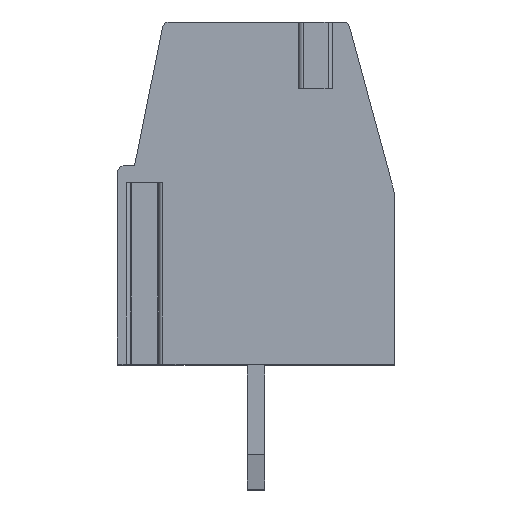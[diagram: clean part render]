
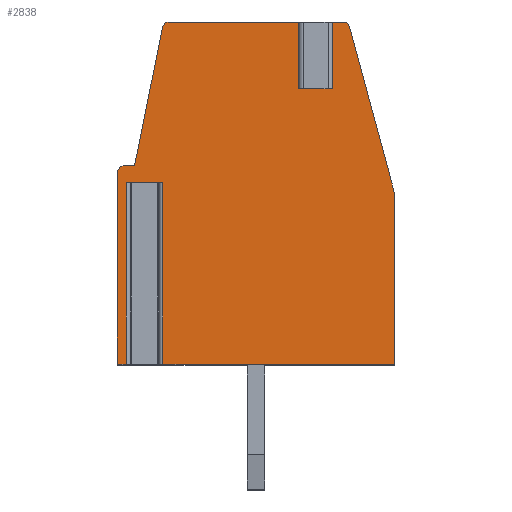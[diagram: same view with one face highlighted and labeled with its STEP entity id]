
A CAD part, top view. The second image highlights one B-rep face of the part: STEP entity #2838.
In plain terms, the highlighted planar face has unit normal (0, 0, 1).
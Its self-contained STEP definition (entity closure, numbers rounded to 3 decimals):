
#13=DIRECTION('',(-1.,0.,0.));
#14=VECTOR('',#13,1.07);
#15=CARTESIAN_POINT('',(-2.72,0.3,17.78));
#16=LINE('',#15,#14);
#17=DIRECTION('',(0.,-1.,0.));
#18=VECTOR('',#17,5.3);
#19=CARTESIAN_POINT('',(-3.79,0.3,17.78));
#20=LINE('',#19,#18);
#21=DIRECTION('',(1.,0.,0.));
#22=VECTOR('',#21,0.26);
#23=CARTESIAN_POINT('',(-4.05,-5.,17.78));
#24=LINE('',#23,#22);
#25=DIRECTION('',(0.,-1.,0.));
#26=VECTOR('',#25,5.6);
#27=CARTESIAN_POINT('',(-4.05,0.6,17.78));
#28=LINE('',#27,#26);
#29=CARTESIAN_POINT('',(-3.85,0.6,17.78));
#30=DIRECTION('',(0.,0.,1.));
#31=DIRECTION('',(0.,1.,0.));
#32=AXIS2_PLACEMENT_3D('',#29,#30,#31);
#34=DIRECTION('',(-1.,0.,0.));
#35=VECTOR('',#34,0.3);
#36=CARTESIAN_POINT('',(-3.55,0.8,17.78));
#37=LINE('',#36,#35);
#38=DIRECTION('',(-0.198,-0.98,0.));
#39=VECTOR('',#38,4.122);
#40=CARTESIAN_POINT('',(-2.732,4.84,17.78));
#41=LINE('',#40,#39);
#42=CARTESIAN_POINT('',(-2.536,4.8,17.78));
#43=DIRECTION('',(0.,0.,1.));
#44=DIRECTION('',(0.,1.,0.));
#45=AXIS2_PLACEMENT_3D('',#42,#43,#44);
#47=DIRECTION('',(-1.,0.,0.));
#48=VECTOR('',#47,3.981);
#49=CARTESIAN_POINT('',(1.445,5.,17.78));
#50=LINE('',#49,#48);
#51=DIRECTION('',(0.,-1.,0.));
#52=VECTOR('',#51,1.95);
#53=CARTESIAN_POINT('',(1.445,5.,17.78));
#54=LINE('',#53,#52);
#55=DIRECTION('',(-1.,0.,0.));
#56=VECTOR('',#55,0.6);
#57=CARTESIAN_POINT('',(2.045,3.05,17.78));
#58=LINE('',#57,#56);
#59=DIRECTION('',(0.,-1.,0.));
#60=VECTOR('',#59,1.95);
#61=CARTESIAN_POINT('',(2.045,5.,17.78));
#62=LINE('',#61,#60);
#63=DIRECTION('',(-1.,0.,0.));
#64=VECTOR('',#63,0.502);
#65=CARTESIAN_POINT('',(2.547,5.,17.78));
#66=LINE('',#65,#64);
#67=CARTESIAN_POINT('',(2.547,4.8,17.78));
#68=DIRECTION('',(0.,0.,1.));
#69=DIRECTION('',(0.965,0.261,0.));
#70=AXIS2_PLACEMENT_3D('',#67,#68,#69);
#72=DIRECTION('',(-0.261,0.965,0.));
#73=VECTOR('',#72,5.026);
#74=CARTESIAN_POINT('',(4.05,0.,17.78));
#75=LINE('',#74,#73);
#76=DIRECTION('',(0.,1.,0.));
#77=VECTOR('',#76,5.);
#78=CARTESIAN_POINT('',(4.05,-5.,17.78));
#79=LINE('',#78,#77);
#80=DIRECTION('',(1.,0.,0.));
#81=VECTOR('',#80,6.77);
#82=CARTESIAN_POINT('',(-2.72,-5.,17.78));
#83=LINE('',#82,#81);
#84=DIRECTION('',(0.,-1.,0.));
#85=VECTOR('',#84,5.3);
#86=CARTESIAN_POINT('',(-2.72,0.3,17.78));
#87=LINE('',#86,#85);
#2195=CARTESIAN_POINT('',(4.05,0.,17.78));
#2196=CARTESIAN_POINT('',(2.74,4.852,17.78));
#2197=VERTEX_POINT('',#2195);
#2198=VERTEX_POINT('',#2196);
#2199=CARTESIAN_POINT('',(2.547,5.,17.78));
#2200=VERTEX_POINT('',#2199);
#2201=CARTESIAN_POINT('',(-2.536,5.,17.78));
#2202=CARTESIAN_POINT('',(-2.732,4.84,17.78));
#2203=VERTEX_POINT('',#2201);
#2204=VERTEX_POINT('',#2202);
#2205=CARTESIAN_POINT('',(-3.55,0.8,17.78));
#2206=VERTEX_POINT('',#2205);
#2207=CARTESIAN_POINT('',(-3.85,0.8,17.78));
#2208=VERTEX_POINT('',#2207);
#2209=CARTESIAN_POINT('',(-4.05,0.6,17.78));
#2210=VERTEX_POINT('',#2209);
#2211=CARTESIAN_POINT('',(-4.05,-5.,17.78));
#2212=VERTEX_POINT('',#2211);
#2213=CARTESIAN_POINT('',(4.05,-5.,17.78));
#2214=VERTEX_POINT('',#2213);
#2275=CARTESIAN_POINT('',(2.045,3.05,17.78));
#2276=CARTESIAN_POINT('',(1.445,3.05,17.78));
#2277=VERTEX_POINT('',#2275);
#2278=VERTEX_POINT('',#2276);
#2279=CARTESIAN_POINT('',(1.445,5.,17.78));
#2280=VERTEX_POINT('',#2279);
#2281=CARTESIAN_POINT('',(2.045,5.,17.78));
#2282=VERTEX_POINT('',#2281);
#2295=CARTESIAN_POINT('',(-2.72,0.3,17.78));
#2296=CARTESIAN_POINT('',(-3.79,0.3,17.78));
#2297=VERTEX_POINT('',#2295);
#2298=VERTEX_POINT('',#2296);
#2299=CARTESIAN_POINT('',(-2.72,-5.,17.78));
#2300=VERTEX_POINT('',#2299);
#2301=CARTESIAN_POINT('',(-3.79,-5.,17.78));
#2302=VERTEX_POINT('',#2301);
#2795=CARTESIAN_POINT('',(0.,0.,17.78));
#2796=DIRECTION('',(0.,0.,1.));
#2797=DIRECTION('',(1.,0.,0.));
#2798=AXIS2_PLACEMENT_3D('',#2795,#2796,#2797);
#2799=PLANE('',#2798);
#2801=ORIENTED_EDGE('',*,*,#2800,.T.);
#2803=ORIENTED_EDGE('',*,*,#2802,.T.);
#2805=ORIENTED_EDGE('',*,*,#2804,.F.);
#2807=ORIENTED_EDGE('',*,*,#2806,.F.);
#2809=ORIENTED_EDGE('',*,*,#2808,.F.);
#2811=ORIENTED_EDGE('',*,*,#2810,.F.);
#2813=ORIENTED_EDGE('',*,*,#2812,.F.);
#2815=ORIENTED_EDGE('',*,*,#2814,.F.);
#2817=ORIENTED_EDGE('',*,*,#2816,.F.);
#2819=ORIENTED_EDGE('',*,*,#2818,.T.);
#2821=ORIENTED_EDGE('',*,*,#2820,.F.);
#2823=ORIENTED_EDGE('',*,*,#2822,.F.);
#2825=ORIENTED_EDGE('',*,*,#2824,.F.);
#2827=ORIENTED_EDGE('',*,*,#2826,.F.);
#2829=ORIENTED_EDGE('',*,*,#2828,.F.);
#2831=ORIENTED_EDGE('',*,*,#2830,.F.);
#2833=ORIENTED_EDGE('',*,*,#2832,.F.);
#2835=ORIENTED_EDGE('',*,*,#2834,.F.);
#2836=EDGE_LOOP('',(#2801,#2803,#2805,#2807,#2809,#2811,#2813,#2815,#2817,#2819,
#2821,#2823,#2825,#2827,#2829,#2831,#2833,#2835));
#2837=FACE_OUTER_BOUND('',#2836,.F.);
#33=CIRCLE('',#32,0.2);
#46=CIRCLE('',#45,0.2);
#71=CIRCLE('',#70,0.2);
#2800=EDGE_CURVE('',#2297,#2298,#16,.T.);
#2802=EDGE_CURVE('',#2298,#2302,#20,.T.);
#2804=EDGE_CURVE('',#2212,#2302,#24,.T.);
#2806=EDGE_CURVE('',#2210,#2212,#28,.T.);
#2808=EDGE_CURVE('',#2208,#2210,#33,.T.);
#2810=EDGE_CURVE('',#2206,#2208,#37,.T.);
#2812=EDGE_CURVE('',#2204,#2206,#41,.T.);
#2814=EDGE_CURVE('',#2203,#2204,#46,.T.);
#2816=EDGE_CURVE('',#2280,#2203,#50,.T.);
#2818=EDGE_CURVE('',#2280,#2278,#54,.T.);
#2820=EDGE_CURVE('',#2277,#2278,#58,.T.);
#2822=EDGE_CURVE('',#2282,#2277,#62,.T.);
#2824=EDGE_CURVE('',#2200,#2282,#66,.T.);
#2826=EDGE_CURVE('',#2198,#2200,#71,.T.);
#2828=EDGE_CURVE('',#2197,#2198,#75,.T.);
#2830=EDGE_CURVE('',#2214,#2197,#79,.T.);
#2832=EDGE_CURVE('',#2300,#2214,#83,.T.);
#2834=EDGE_CURVE('',#2297,#2300,#87,.T.);
#2838=ADVANCED_FACE('',(#2837),#2799,.T.);
